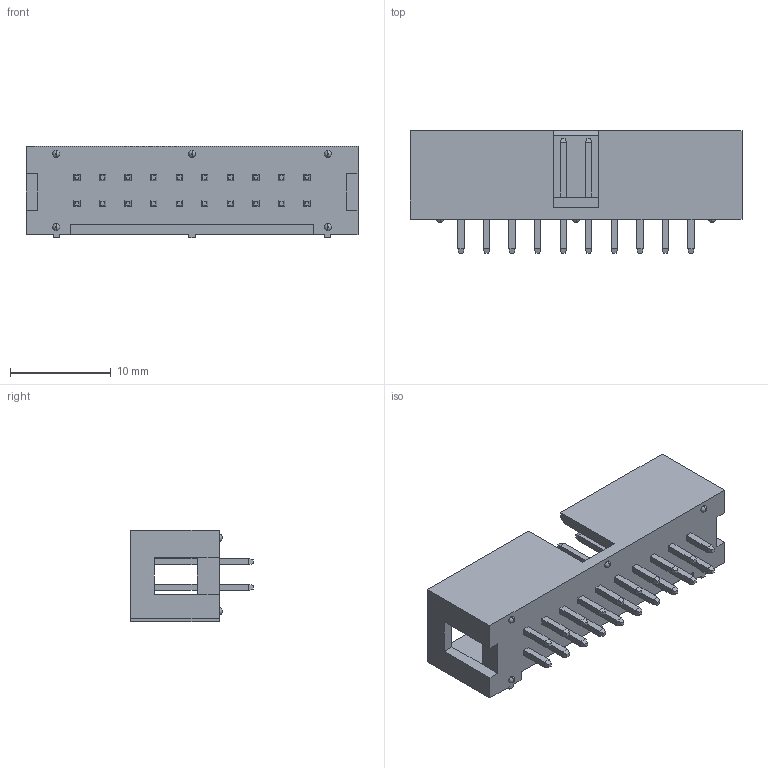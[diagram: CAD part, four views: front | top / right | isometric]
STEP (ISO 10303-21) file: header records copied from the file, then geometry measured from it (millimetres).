
FILE_DESCRIPTION (( 'STEP AP214' ), '1' );
FILE_NAME ('DS1013-20SSIB1-B-0.STEP', '2023-11-02T11:53:45', ( '' ), ( '' ), 'SwSTEP 2.0', 'SolidWorks 2021', '' );
FILE_SCHEMA (( 'AUTOMOTIVE_DESIGN' ));
Length unit declared in the file: millimetre
Products named in the file (1): DS1013-20SSIB1-B-0
Bounding box: 33 x 12.2 x 9.1 mm (x, y, z)
Volume: 1167.4 mm3; surface area: 2222.5 mm2
Topology: 41 solids, 41 shells, 460 faces, 963 edges, 586 vertices
Faces by surface type: plane 450, torus 10
Entity records: 12195 total; most frequent: CARTESIAN_POINT 2010, ORIENTED_EDGE 1926, DIRECTION 1915, EDGE_CURVE 963, VECTOR 933, LINE 933, VERTEX_POINT 586, AXIS2_PLACEMENT_3D 491
